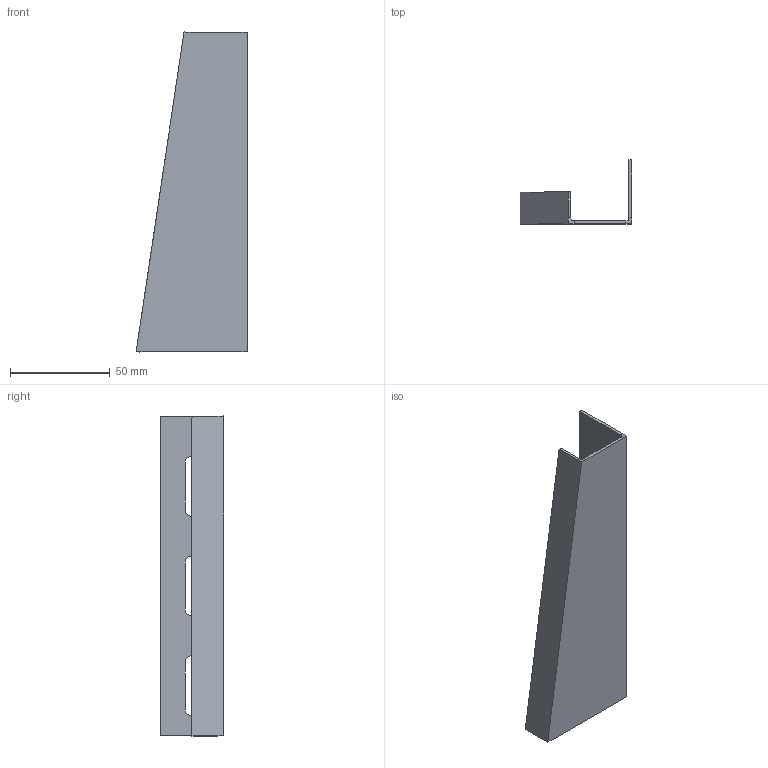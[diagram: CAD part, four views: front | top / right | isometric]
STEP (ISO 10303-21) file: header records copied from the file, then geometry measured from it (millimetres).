
FILE_DESCRIPTION(/* description */ (''),/* implementation_level */ '2;1');
FILE_NAME(/* name */ '290400.01 KS.ipt.stp',/* time_stamp */ '2023-05-17T17:02:26+03:00',/* author */ ('Ртищев А.О.'),/* organization */ (''),/* preprocessor_version */ 'ST-DEVELOPER v19.2',/* originating_system */ 'Autodesk Inventor 2023',/* authorisation */ '');
FILE_SCHEMA (('AUTOMOTIVE_DESIGN { 1 0 10303 214 3 1 1 }'));
Length unit declared in the file: millimetre
Products named in the file (1): Консоль сварная 
150мм
Bounding box: 56 x 32 x 160.44 mm (x, y, z)
Volume: 20501.2 mm3; surface area: 28390.5 mm2
Topology: 1 solids, 1 shells, 30 faces, 86 edges, 58 vertices
Faces by surface type: plane 22, cylinder 6, bspline 2
Entity records: 1152 total; most frequent: CARTESIAN_POINT 277, ORIENTED_EDGE 172, DIRECTION 148, EDGE_CURVE 86, LINE 66, VECTOR 66, VERTEX_POINT 58, AXIS2_PLACEMENT_3D 41
